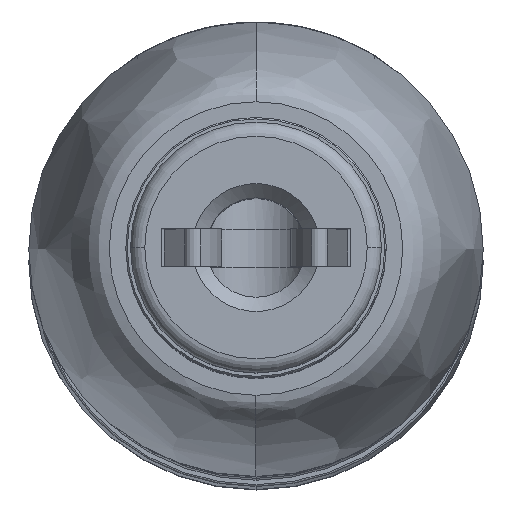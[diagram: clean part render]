
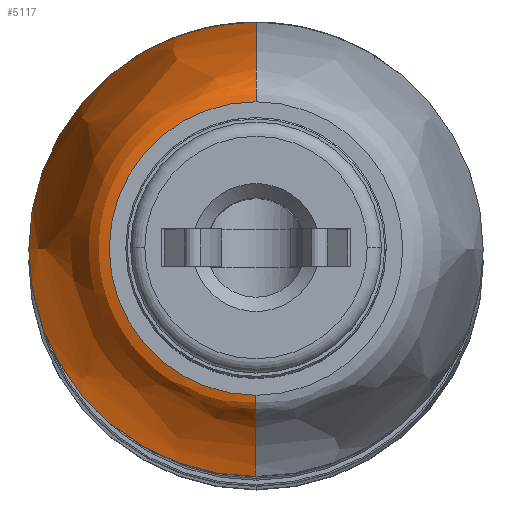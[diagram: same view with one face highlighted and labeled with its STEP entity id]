
A CAD part, top view. The second image highlights one B-rep face of the part: STEP entity #5117.
In plain terms, the highlighted free-form (B-spline) face has degree [3, 3] with [6, 4] control points.
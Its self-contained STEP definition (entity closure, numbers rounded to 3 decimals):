
#81 = CIRCLE ( 'NONE', #555, 3.1 ) ;
#237 = AXIS2_PLACEMENT_3D ( 'NONE', #14956, #21706, #8681 ) ;
#416 = EDGE_CURVE ( 'NONE', #15641, #14261, #22020, .T. ) ;
#555 = AXIS2_PLACEMENT_3D ( 'NONE', #20346, #7341, #1177 ) ;
#1177 = DIRECTION ( 'NONE',  ( 0., 0., 1. ) ) ;
#1183 = CARTESIAN_POINT ( 'NONE',  ( 4.822, 3.71, 0. ) ) ;
#1268 = CARTESIAN_POINT ( 'NONE',  ( 13.822, -4.8, -9.6 ) ) ;
#1354 = CARTESIAN_POINT ( 'NONE',  ( 13.398, -4.8, -9.6 ) ) ;
#2853 = CARTESIAN_POINT ( 'NONE',  ( 4.822, 3.1, 0. ) ) ;
#3345 = CARTESIAN_POINT ( 'NONE',  ( 4.822, 3.1, 0. ) ) ;
#3530 = CARTESIAN_POINT ( 'NONE',  ( 4.822, -3.1, 0. ) ) ;
#3775 = VERTEX_POINT ( 'NONE', #12690 ) ;
#4424 = ORIENTED_EDGE ( 'NONE', *, *, #416, .T. ) ;
#4988 = ORIENTED_EDGE ( 'NONE', *, *, #12598, .T. ) ;
#5117 = ADVANCED_FACE ( 'NONE', ( #24452 ), #9493, .F. ) ;
#5186 = CARTESIAN_POINT ( 'NONE',  ( 4.822, -3.1, 0. ) ) ;
#5382 = CARTESIAN_POINT ( 'NONE',  ( 13.822, 4.8, 0. ) ) ;
#5482 = CARTESIAN_POINT ( 'NONE',  ( 4.822, -3.71, -7.421 ) ) ;
#6562 = DIRECTION ( 'NONE',  ( 0., 0., 1. ) ) ;
#6981 = CARTESIAN_POINT ( 'NONE',  ( 4.822, -3.1, 0. ) ) ;
#7128 = CARTESIAN_POINT ( 'NONE',  ( 10.153, 4.759, 0. ) ) ;
#7341 = DIRECTION ( 'NONE',  ( -1., 0., 0. ) ) ;
#7532 = CARTESIAN_POINT ( 'NONE',  ( 10.153, -4.759, -9.518 ) ) ;
#8595 = VERTEX_POINT ( 'NONE', #6981 ) ;
#8681 = DIRECTION ( 'NONE',  ( 0., 0., 1. ) ) ;
#9098 = AXIS2_PLACEMENT_3D ( 'NONE', #23504, #12733, #6562 ) ;
#9493 =( BOUNDED_SURFACE ( )  B_SPLINE_SURFACE ( 3, 3, ( 
 ( #5382, #22870, #1268, #27089 ),
 ( #20813, #24745, #1354, #14174 ),
 ( #20530, #26990, #7532, #14272 ),
 ( #9617, #9703, #14082, #12088 ),
 ( #1183, #16255, #5482, #22961 ),
 ( #3345, #18249, #20442, #3530 ) ),
 .UNSPECIFIED., .F., .F., .T. ) 
 B_SPLINE_SURFACE_WITH_KNOTS ( ( 4, 1, 1, 4 ),
 ( 4, 4 ),
 ( 0., 0.429, 0.529, 1. ),
 ( 0., 1. ),
 .UNSPECIFIED. ) 
 GEOMETRIC_REPRESENTATION_ITEM ( )  RATIONAL_B_SPLINE_SURFACE ( (
 ( 1., 0.333, 0.333, 1.),
 ( 1., 0.333, 0.333, 1.),
 ( 1., 0.333, 0.333, 1.),
 ( 1., 0.333, 0.333, 1.),
 ( 1., 0.333, 0.333, 1.),
 ( 1., 0.333, 0.333, 1.) ) ) 
 REPRESENTATION_ITEM ( '' )  SURFACE ( )  );
#9617 = CARTESIAN_POINT ( 'NONE',  ( 6.753, 4.294, 0. ) ) ;
#9679 = CARTESIAN_POINT ( 'NONE',  ( 4.822, -3.71, 0. ) ) ;
#9703 = CARTESIAN_POINT ( 'NONE',  ( 6.753, 4.294, -8.588 ) ) ;
#11174 = EDGE_LOOP ( 'NONE', ( #4424, #4988, #16817, #20515, #18856 ) ) ;
#12088 = CARTESIAN_POINT ( 'NONE',  ( 6.753, -4.294, 0. ) ) ;
#12598 = EDGE_CURVE ( 'NONE', #14261, #8595, #23242, .T. ) ;
#12690 = CARTESIAN_POINT ( 'NONE',  ( 4.822, 3.1, 0. ) ) ;
#12733 = DIRECTION ( 'NONE',  ( -1., 0., 0. ) ) ;
#13052 = VERTEX_POINT ( 'NONE', #18022 ) ;
#13676 = CARTESIAN_POINT ( 'NONE',  ( 6.753, 4.294, 0. ) ) ;
#13975 = CARTESIAN_POINT ( 'NONE',  ( 13.822, -4.8, 0. ) ) ;
#14082 = CARTESIAN_POINT ( 'NONE',  ( 6.753, -4.294, -8.588 ) ) ;
#14174 = CARTESIAN_POINT ( 'NONE',  ( 13.398, -4.8, 0. ) ) ;
#14261 = VERTEX_POINT ( 'NONE', #19850 ) ;
#14272 = CARTESIAN_POINT ( 'NONE',  ( 10.153, -4.759, 0. ) ) ;
#14956 = CARTESIAN_POINT ( 'NONE',  ( 13.822, 0., 0. ) ) ;
#15641 = VERTEX_POINT ( 'NONE', #20206 ) ;
#16255 = CARTESIAN_POINT ( 'NONE',  ( 4.822, 3.71, -7.421 ) ) ;
#16656 = B_SPLINE_CURVE_WITH_KNOTS ( 'NONE', 3,
 ( #22202, #22399, #7128, #13676, #20114, #2853 ),
 .UNSPECIFIED., .F., .F.,
 ( 4, 1, 1, 4 ),
 ( 0., 0.429, 0.529, 1. ),
 .UNSPECIFIED. ) ;
#16817 = ORIENTED_EDGE ( 'NONE', *, *, #27076, .F. ) ;
#18022 = CARTESIAN_POINT ( 'NONE',  ( 13.822, 4.8, 0. ) ) ;
#18249 = CARTESIAN_POINT ( 'NONE',  ( 4.822, 3.1, -6.2 ) ) ;
#18856 = ORIENTED_EDGE ( 'NONE', *, *, #22614, .T. ) ;
#19850 = CARTESIAN_POINT ( 'NONE',  ( 13.822, -4.8, 0. ) ) ;
#20114 = CARTESIAN_POINT ( 'NONE',  ( 4.822, 3.71, 0. ) ) ;
#20206 = CARTESIAN_POINT ( 'NONE',  ( 13.822, 0., -4.8 ) ) ;
#20346 = CARTESIAN_POINT ( 'NONE',  ( 4.822, 0., 0. ) ) ;
#20442 = CARTESIAN_POINT ( 'NONE',  ( 4.822, -3.1, -6.2 ) ) ;
#20515 = ORIENTED_EDGE ( 'NONE', *, *, #21624, .F. ) ;
#20530 = CARTESIAN_POINT ( 'NONE',  ( 10.153, 4.759, 0. ) ) ;
#20602 = CARTESIAN_POINT ( 'NONE',  ( 13.398, -4.8, 0. ) ) ;
#20813 = CARTESIAN_POINT ( 'NONE',  ( 13.398, 4.8, 0. ) ) ;
#21624 = EDGE_CURVE ( 'NONE', #13052, #3775, #16656, .T. ) ;
#21706 = DIRECTION ( 'NONE',  ( -1., 0., 0. ) ) ;
#22020 = CIRCLE ( 'NONE', #237, 4.8 ) ;
#22202 = CARTESIAN_POINT ( 'NONE',  ( 13.822, 4.8, 0. ) ) ;
#22399 = CARTESIAN_POINT ( 'NONE',  ( 13.398, 4.8, 0. ) ) ;
#22582 = CIRCLE ( 'NONE', #9098, 4.8 ) ;
#22614 = EDGE_CURVE ( 'NONE', #13052, #15641, #22582, .T. ) ;
#22870 = CARTESIAN_POINT ( 'NONE',  ( 13.822, 4.8, -9.6 ) ) ;
#22961 = CARTESIAN_POINT ( 'NONE',  ( 4.822, -3.71, 0. ) ) ;
#23242 = B_SPLINE_CURVE_WITH_KNOTS ( 'NONE', 3,
 ( #13975, #20602, #24906, #26971, #9679, #5186 ),
 .UNSPECIFIED., .F., .F.,
 ( 4, 1, 1, 4 ),
 ( 0., 0.429, 0.529, 1. ),
 .UNSPECIFIED. ) ;
#23504 = CARTESIAN_POINT ( 'NONE',  ( 13.822, 0., 0. ) ) ;
#24452 = FACE_OUTER_BOUND ( 'NONE', #11174, .T. ) ;
#24745 = CARTESIAN_POINT ( 'NONE',  ( 13.398, 4.8, -9.6 ) ) ;
#24906 = CARTESIAN_POINT ( 'NONE',  ( 10.153, -4.759, 0. ) ) ;
#26971 = CARTESIAN_POINT ( 'NONE',  ( 6.753, -4.294, 0. ) ) ;
#26990 = CARTESIAN_POINT ( 'NONE',  ( 10.153, 4.759, -9.518 ) ) ;
#27076 = EDGE_CURVE ( 'NONE', #3775, #8595, #81, .T. ) ;
#27089 = CARTESIAN_POINT ( 'NONE',  ( 13.822, -4.8, 0. ) ) ;
